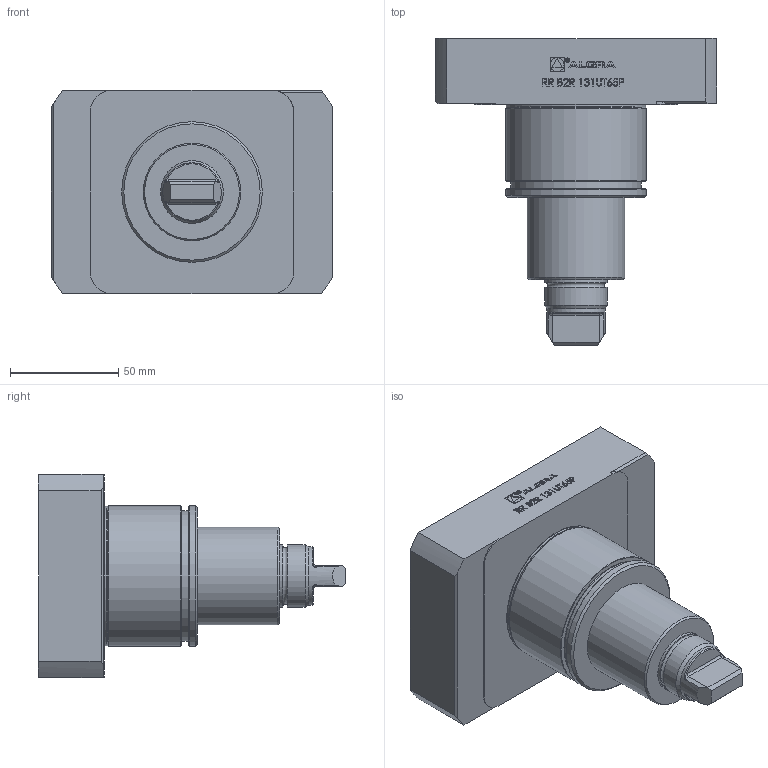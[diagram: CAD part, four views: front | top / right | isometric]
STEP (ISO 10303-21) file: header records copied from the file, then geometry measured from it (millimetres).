
FILE_DESCRIPTION (( 'STEP AP214' ), '1' );
FILE_NAME ('RRB2R131UT65P.STEP', '2025-09-01T07:15:33', ( '' ), ( '' ), 'SwSTEP 2.0', 'SolidWorks 2023', '' );
FILE_SCHEMA (( 'AUTOMOTIVE_DESIGN' ));
Length unit declared in the file: millimetre
Products named in the file (1): RRB2R131UT65P
Bounding box: 130 x 142 x 94 mm (x, y, z)
Volume: 581876.9 mm3; surface area: 54803.6 mm2
Topology: 1 solids, 2 shells, 396 faces, 1033 edges, 683 vertices
Faces by surface type: plane 247, bspline 83, cylinder 52, cone 9, torus 5
Full cylindrical faces by diameter (mm): 1.7 x1, 2.1 x1, 6.366 x1, 27 x1, 29 x2, 45 x1, 60.3 x1, 64.6 x1, 65 x2
Entity records: 20538 total; most frequent: CARTESIAN_POINT 8178, ORIENTED_EDGE 2014, DIRECTION 1560, EDGE_CURVE 1007, LINE 718, VECTOR 718, VERTEX_POINT 679, EDGE_LOOP 460
